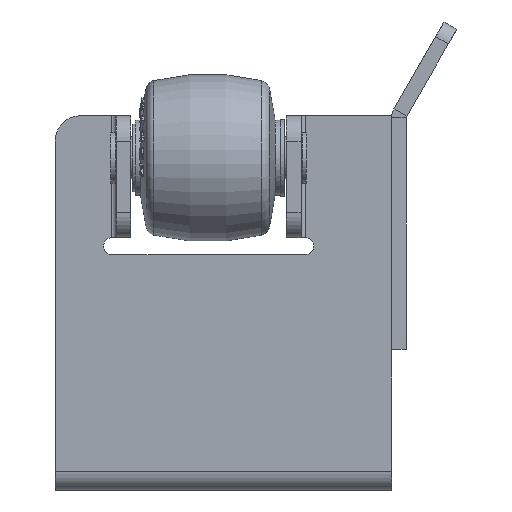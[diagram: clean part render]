
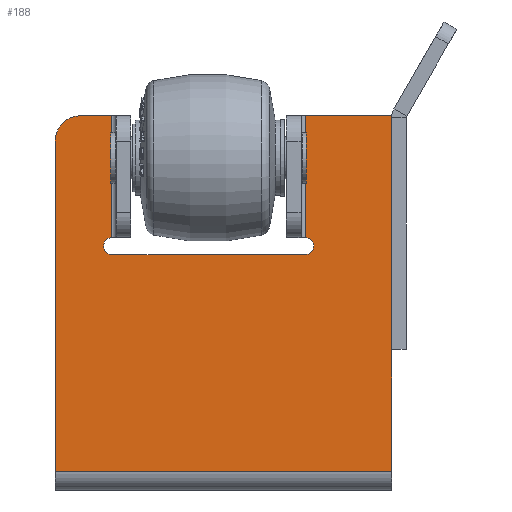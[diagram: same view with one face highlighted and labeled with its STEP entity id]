
A CAD part, left-side view. The second image highlights one B-rep face of the part: STEP entity #188.
In plain terms, the highlighted planar face has unit normal (-1, 0, 0).
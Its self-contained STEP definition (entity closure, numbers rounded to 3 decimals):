
#188=ADVANCED_FACE('',(#6810),#6812,.F.);
#6810=FACE_BOUND('',#6811,.T.);
#6811=EDGE_LOOP('',(#12090,#12091,#12092,#12093,#12094,#12095,#12096,#12097,#12098,
#12099,#12100));
#6812=PLANE('',#6813);
#6813=AXIS2_PLACEMENT_3D('',#6814,#6815,#6816);
#6814=CARTESIAN_POINT('',(-47.5,0.,-42.82));
#6815=DIRECTION('',(1.,0.,0.));
#6816=DIRECTION('',(0.,0.,-1.));
#12090=ORIENTED_EDGE('',*,*,#16348,.F.);
#12091=ORIENTED_EDGE('',*,*,#16349,.F.);
#12092=ORIENTED_EDGE('',*,*,#16350,.T.);
#12093=ORIENTED_EDGE('',*,*,#16301,.F.);
#12094=ORIENTED_EDGE('',*,*,#16347,.F.);
#12095=ORIENTED_EDGE('',*,*,#16351,.T.);
#12096=ORIENTED_EDGE('',*,*,#16352,.T.);
#12097=ORIENTED_EDGE('',*,*,#16353,.T.);
#12098=ORIENTED_EDGE('',*,*,#16354,.T.);
#12099=ORIENTED_EDGE('',*,*,#16355,.T.);
#12100=ORIENTED_EDGE('',*,*,#16356,.F.);
#16301=EDGE_CURVE('',#18339,#18341,#18342,.T.);
#16347=EDGE_CURVE('',#18420,#18339,#18422,.T.);
#16348=EDGE_CURVE('',#18423,#18424,#18425,.T.);
#16349=EDGE_CURVE('',#18426,#18423,#18427,.T.);
#16350=EDGE_CURVE('',#18426,#18341,#18428,.T.);
#16351=EDGE_CURVE('',#18420,#18429,#18430,.T.);
#16352=EDGE_CURVE('',#18429,#18431,#18432,.T.);
#16353=EDGE_CURVE('',#18431,#18433,#18434,.T.);
#16354=EDGE_CURVE('',#18433,#18435,#18436,.T.);
#16355=EDGE_CURVE('',#18435,#18437,#18438,.T.);
#16356=EDGE_CURVE('',#18424,#18437,#18439,.T.);
#18339=VERTEX_POINT('',#21748);
#18341=VERTEX_POINT('',#21752);
#18342=LINE('',#21753,#21754);
#18420=VERTEX_POINT('',#21929);
#18422=LINE('',#21933,#21934);
#18423=VERTEX_POINT('',#21936);
#18424=VERTEX_POINT('',#21937);
#18425=CIRCLE('',#21938,6.);
#18426=VERTEX_POINT('',#21942);
#18427=LINE('',#21943,#21944);
#18428=LINE('',#21946,#21947);
#18429=VERTEX_POINT('',#21949);
#18430=LINE('',#21950,#21951);
#18431=VERTEX_POINT('',#21953);
#18432=CIRCLE('',#21954,2.);
#18433=VERTEX_POINT('',#21958);
#18434=LINE('',#21959,#21960);
#18435=VERTEX_POINT('',#21962);
#18436=CIRCLE('',#21963,2.);
#18437=VERTEX_POINT('',#21967);
#18438=LINE('',#21968,#21969);
#18439=LINE('',#21971,#21972);
#21748=CARTESIAN_POINT('',(-47.5,0.,89.));
#21752=CARTESIAN_POINT('',(-47.5,0.,4.5));
#21753=CARTESIAN_POINT('',(-47.5,0.,89.));
#21754=VECTOR('',#21755,1.);
#21755=DIRECTION('',(0.,0.,-1.));
#21929=CARTESIAN_POINT('',(-47.5,20.5,89.));
#21933=CARTESIAN_POINT('',(-47.5,20.5,89.));
#21934=VECTOR('',#21935,1.);
#21935=DIRECTION('',(0.,-1.,0.));
#21936=CARTESIAN_POINT('',(-47.5,80.,83.));
#21937=CARTESIAN_POINT('',(-47.5,74.,89.));
#21938=AXIS2_PLACEMENT_3D('',#21939,#21940,#21941);
#21939=CARTESIAN_POINT('',(-47.5,74.,83.));
#21940=DIRECTION('',(1.,-0.,0.));
#21941=DIRECTION('',(0.,1.,0.));
#21942=CARTESIAN_POINT('',(-47.5,80.,4.5));
#21943=CARTESIAN_POINT('',(-47.5,80.,4.5));
#21944=VECTOR('',#21945,1.);
#21945=DIRECTION('',(0.,0.,1.));
#21946=CARTESIAN_POINT('',(-47.5,80.,4.5));
#21947=VECTOR('',#21948,1.);
#21948=DIRECTION('',(0.,-1.,0.));
#21949=CARTESIAN_POINT('',(-47.5,20.5,60.));
#21950=CARTESIAN_POINT('',(-47.5,20.5,89.));
#21951=VECTOR('',#21952,1.);
#21952=DIRECTION('',(0.,0.,-1.));
#21953=CARTESIAN_POINT('',(-47.5,20.5,56.));
#21954=AXIS2_PLACEMENT_3D('',#21955,#21956,#21957);
#21955=CARTESIAN_POINT('',(-47.5,20.5,58.));
#21956=DIRECTION('',(1.,0.,0.));
#21957=DIRECTION('',(0.,0.,1.));
#21958=CARTESIAN_POINT('',(-47.5,66.5,56.));
#21959=CARTESIAN_POINT('',(-47.5,20.5,56.));
#21960=VECTOR('',#21961,1.);
#21961=DIRECTION('',(0.,1.,0.));
#21962=CARTESIAN_POINT('',(-47.5,66.5,60.));
#21963=AXIS2_PLACEMENT_3D('',#21964,#21965,#21966);
#21964=CARTESIAN_POINT('',(-47.5,66.5,58.));
#21965=DIRECTION('',(1.,-0.,0.));
#21966=DIRECTION('',(0.,0.,-1.));
#21967=CARTESIAN_POINT('',(-47.5,66.5,89.));
#21968=CARTESIAN_POINT('',(-47.5,66.5,60.));
#21969=VECTOR('',#21970,1.);
#21970=DIRECTION('',(0.,0.,1.));
#21971=CARTESIAN_POINT('',(-47.5,74.,89.));
#21972=VECTOR('',#21973,1.);
#21973=DIRECTION('',(0.,-1.,0.));
